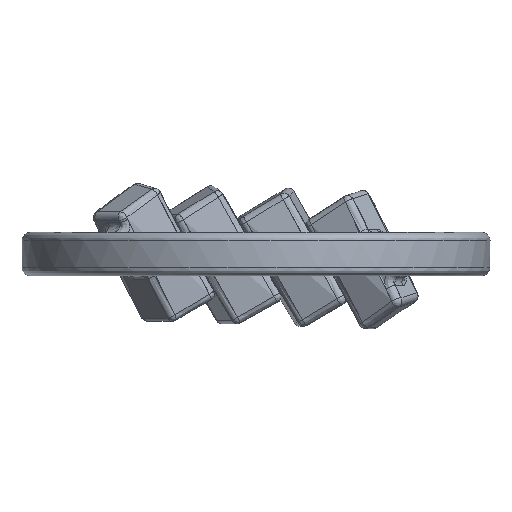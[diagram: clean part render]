
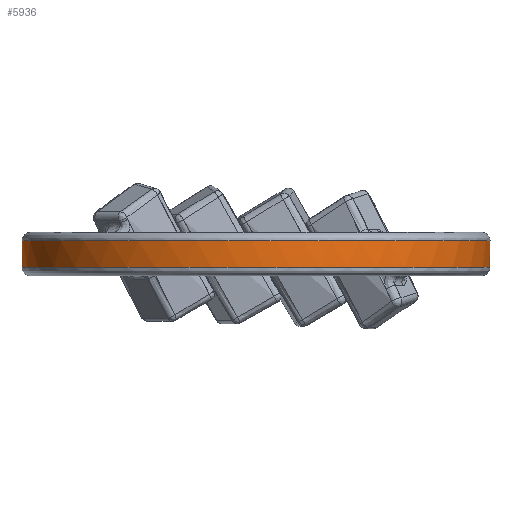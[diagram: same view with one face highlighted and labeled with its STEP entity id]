
A CAD part, front view. The second image highlights one B-rep face of the part: STEP entity #5936.
In plain terms, the highlighted free-form (B-spline) face has degree [2, 1] with [5, 2] control points.
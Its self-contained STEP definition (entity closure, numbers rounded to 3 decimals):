
#120 = VERTEX_POINT('',#121);
#121 = CARTESIAN_POINT('',(-7.771,9.489,0.684)
  );
#208 = EDGE_CURVE('',#120,#209,#211,.T.);
#209 = VERTEX_POINT('',#210);
#210 = CARTESIAN_POINT('',(7.022,10.072,0.684
    ));
#211 = ( BOUNDED_CURVE() B_SPLINE_CURVE(2,(#212,#213,#214,#215,#216),
.UNSPECIFIED.,.F.,.F.) B_SPLINE_CURVE_WITH_KNOTS((3,2,3),(0.,
2.48,4.96),.PIECEWISE_BEZIER_KNOTS.) CURVE() 
GEOMETRIC_REPRESENTATION_ITEM() RATIONAL_B_SPLINE_CURVE((1.,
0.325,1.,0.325,1.)) REPRESENTATION_ITEM('') );
#212 = CARTESIAN_POINT('',(-7.771,9.489,0.684
    ));
#213 = CARTESIAN_POINT('',(-34.59,-13.143,
    0.684));
#214 = CARTESIAN_POINT('',(0.475,-11.76,0.684
    ));
#215 = CARTESIAN_POINT('',(35.539,-10.377,
    0.684));
#216 = CARTESIAN_POINT('',(7.022,10.072,0.684
    ));
#5814 = VERTEX_POINT('',#5815);
#5815 = CARTESIAN_POINT('',(-7.167,9.966,
    -0.684));
#5899 = VERTEX_POINT('',#5900);
#5900 = CARTESIAN_POINT('',(7.637,9.601,
    -0.684));
#5912 = EDGE_CURVE('',#5899,#5814,#5913,.T.);
#5913 = ( BOUNDED_CURVE() B_SPLINE_CURVE(2,(#5914,#5915,#5916,#5917,
#5918),.UNSPECIFIED.,.F.,.F.) B_SPLINE_CURVE_WITH_KNOTS((3,2,3),(0.,
2.48,4.96),.PIECEWISE_BEZIER_KNOTS.) CURVE() 
GEOMETRIC_REPRESENTATION_ITEM() RATIONAL_B_SPLINE_CURVE((1.,
0.325,1.,0.325,1.)) REPRESENTATION_ITEM('') );
#5914 = CARTESIAN_POINT('',(7.637,9.601,
    -0.684));
#5915 = CARTESIAN_POINT('',(34.772,-12.631,
    -0.684));
#5916 = CARTESIAN_POINT('',(-0.297,-11.766,
    -0.684));
#5917 = CARTESIAN_POINT('',(-35.367,-10.9,
    -0.684));
#5918 = CARTESIAN_POINT('',(-7.167,9.966,
    -0.684));
#5936 = ADVANCED_FACE('',(#5937),#5959,.T.);
#5937 = FACE_BOUND('',#5938,.T.);
#5938 = EDGE_LOOP('',(#5939,#5940,#5949,#5950));
#5939 = ORIENTED_EDGE('',*,*,#5912,.F.);
#5940 = ORIENTED_EDGE('',*,*,#5941,.T.);
#5941 = EDGE_CURVE('',#5899,#209,#5942,.T.);
#5942 = B_SPLINE_CURVE_WITH_KNOTS('',3,(#5943,#5944,#5945,#5946,#5947,
    #5948),.UNSPECIFIED.,.F.,.F.,(4,1,1,4),(0.,0.333,
    0.667,1.),.UNSPECIFIED.);
#5943 = CARTESIAN_POINT('',(7.637,9.601,
    -0.684));
#5944 = CARTESIAN_POINT('',(7.568,9.657,-0.528
    ));
#5945 = CARTESIAN_POINT('',(7.431,9.767,
    -0.218));
#5946 = CARTESIAN_POINT('',(7.226,9.924,0.238
    ));
#5947 = CARTESIAN_POINT('',(7.09,10.024,
    0.536));
#5948 = CARTESIAN_POINT('',(7.022,10.072,
    0.684));
#5949 = ORIENTED_EDGE('',*,*,#208,.F.);
#5950 = ORIENTED_EDGE('',*,*,#5951,.T.);
#5951 = EDGE_CURVE('',#120,#5814,#5952,.T.);
#5952 = B_SPLINE_CURVE_WITH_KNOTS('',3,(#5953,#5954,#5955,#5956,#5957,
    #5958),.UNSPECIFIED.,.F.,.F.,(4,1,1,4),(0.,0.333,
    0.667,1.),.UNSPECIFIED.);
#5953 = CARTESIAN_POINT('',(-7.771,9.489,0.684)
  );
#5954 = CARTESIAN_POINT('',(-7.704,9.546,0.528
    ));
#5955 = CARTESIAN_POINT('',(-7.57,9.656,0.218
    ));
#5956 = CARTESIAN_POINT('',(-7.368,9.815,-0.238)
  );
#5957 = CARTESIAN_POINT('',(-7.234,9.917,
    -0.536));
#5958 = CARTESIAN_POINT('',(-7.167,9.966,
    -0.684));
#5959 = ( BOUNDED_SURFACE() B_SPLINE_SURFACE(2,1,(
    (#5960,#5961)
    ,(#5962,#5963)
    ,(#5964,#5965)
    ,(#5966,#5967)
    ,(#5968,#5969
)),.UNSPECIFIED.,.F.,.F.,.F.) B_SPLINE_SURFACE_WITH_KNOTS((3,2,3),(2,2),
  (2.208,4.72,7.232),(-1.61,
    -0.39),.PIECEWISE_BEZIER_KNOTS.) 
GEOMETRIC_REPRESENTATION_ITEM() RATIONAL_B_SPLINE_SURFACE((
    (1.,1.)
    ,(0.31,0.31)
    ,(1.,1.)
    ,(0.31,0.31)
,(1.,1.))) REPRESENTATION_ITEM('') SURFACE() );
#5960 = CARTESIAN_POINT('',(-7.167,9.966,
    -0.684));
#5961 = CARTESIAN_POINT('',(-7.167,9.966,
    0.684));
#5962 = CARTESIAN_POINT('',(-36.915,-12.045,
    -0.684));
#5963 = CARTESIAN_POINT('',(-36.915,-12.045,
    0.684));
#5964 = CARTESIAN_POINT('',(0.09,-11.769,
    -0.684));
#5965 = CARTESIAN_POINT('',(0.09,-11.769,
    0.684));
#5966 = CARTESIAN_POINT('',(37.095,-11.493,
    -0.684));
#5967 = CARTESIAN_POINT('',(37.095,-11.493,
    0.684));
#5968 = CARTESIAN_POINT('',(7.022,10.072,
    -0.684));
#5969 = CARTESIAN_POINT('',(7.022,10.072,
    0.684));
